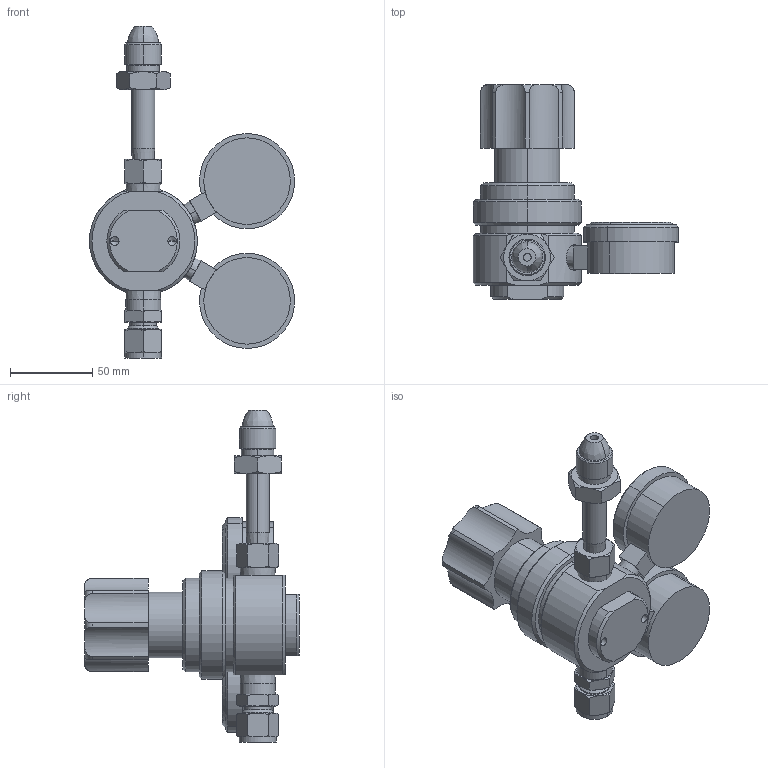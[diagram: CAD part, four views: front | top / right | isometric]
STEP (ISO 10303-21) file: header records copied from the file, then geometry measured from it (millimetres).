
FILE_DESCRIPTION((''),'2;1');
FILE_NAME('M3201-580_ASM','2019-02-27T',('dlachman'),('MATHESON TRI-GAS'),'CREO PARAMETRIC BY PTC INC, 2018220','CREO PARAMETRIC BY PTC INC, 2018220','');
FILE_SCHEMA(('CONFIG_CONTROL_DESIGN'));
Length unit declared in the file: inch
Products named in the file (7): MREG-0490-XX; MBUS-0237-SA; MCNN-0293-SA; MGAG-0002-SA; MGAG-0083-SA; MCON-0154-SA; M3201-580_ASM
Assembly tree (6 placements, depth 2):
  M3201-580_ASM
    MREG-0490-XX
    MBUS-0237-SA
    MCNN-0293-SA
    MGAG-0002-SA
    MGAG-0083-SA
    MCON-0154-SA
Bounding box: 124.98 x 130.81 x 202.18 mm (x, y, z)
Volume: 487741.9 mm3; surface area: 79728.6 mm2
Topology: 6 solids, 6 shells, 303 faces, 688 edges, 420 vertices
Faces by surface type: cone 126, cylinder 84, plane 83, torus 8, bspline 2
Entity records: 9436 total; most frequent: CARTESIAN_POINT 2502, DIRECTION 1485, ORIENTED_EDGE 1368, EDGE_CURVE 684, AXIS2_PLACEMENT_3D 634, VERTEX_POINT 420, EDGE_LOOP 340, CIRCLE 320
